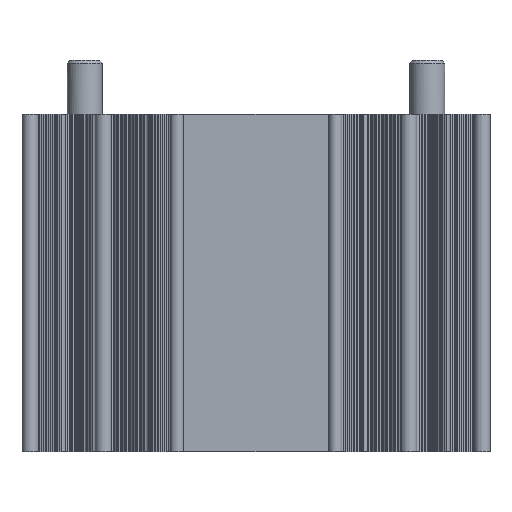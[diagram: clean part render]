
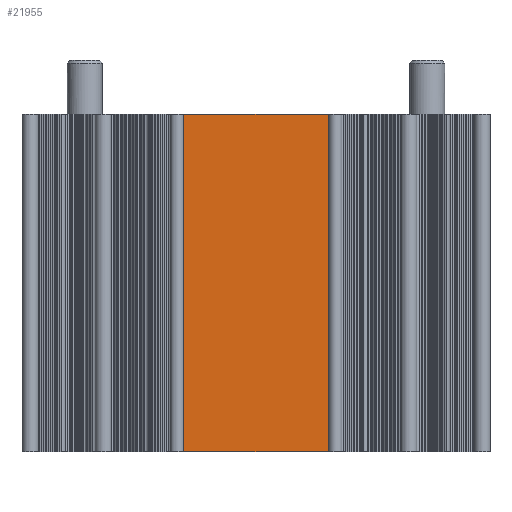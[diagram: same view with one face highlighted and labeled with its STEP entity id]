
A CAD part, front view. The second image highlights one B-rep face of the part: STEP entity #21955.
In plain terms, the highlighted planar face has unit normal (0, -1, 0).
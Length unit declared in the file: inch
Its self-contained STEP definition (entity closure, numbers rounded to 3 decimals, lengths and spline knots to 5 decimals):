
#197 = ORIENTED_EDGE ( 'NONE', *, *, #28873, .F. ) ;
#206 = ORIENTED_EDGE ( 'NONE', *, *, #10728, .T. ) ;
#1024 = VECTOR ( 'NONE', #5699, 39.37008 ) ;
#1703 = LINE ( 'NONE', #35257, #3173 ) ;
#3173 = VECTOR ( 'NONE', #21135, 39.37008 ) ;
#3290 = PLANE ( 'NONE',  #31282 ) ;
#3489 = CARTESIAN_POINT ( 'NONE',  ( -0.26292, -0.03937, -0.98425 ) ) ;
#4925 = EDGE_CURVE ( 'NONE', #5209, #30614, #1703, .T. ) ;
#5209 = VERTEX_POINT ( 'NONE', #9371 ) ;
#5699 = DIRECTION ( 'NONE',  ( 1., 0., 0. ) ) ;
#6769 = ORIENTED_EDGE ( 'NONE', *, *, #9438, .T. ) ;
#7789 = CARTESIAN_POINT ( 'NONE',  ( -0.26292, -0.03937, -0.98425 ) ) ;
#7873 = CARTESIAN_POINT ( 'NONE',  ( 0.26292, -0.03937, -0.98425 ) ) ;
#8748 = ORIENTED_EDGE ( 'NONE', *, *, #4925, .F. ) ;
#8975 = DIRECTION ( 'NONE',  ( 0., -1., 0. ) ) ;
#9371 = CARTESIAN_POINT ( 'NONE',  ( -0.26292, -0.03937, -0.98425 ) ) ;
#9438 = EDGE_CURVE ( 'NONE', #19488, #21829, #23771, .T. ) ;
#10728 = EDGE_CURVE ( 'NONE', #5209, #19488, #36218, .T. ) ;
#19218 = VECTOR ( 'NONE', #26893, 39.37008 ) ;
#19488 = VERTEX_POINT ( 'NONE', #7873 ) ;
#21135 = DIRECTION ( 'NONE',  ( 0., 0., 1. ) ) ;
#21829 = VERTEX_POINT ( 'NONE', #28233 ) ;
#21955 = ADVANCED_FACE ( 'NONE', ( #34105 ), #3290, .T. ) ;
#23771 = LINE ( 'NONE', #35146, #19218 ) ;
#24471 = CARTESIAN_POINT ( 'NONE',  ( -0.26292, -0.03937, 0. ) ) ;
#24909 = EDGE_LOOP ( 'NONE', ( #197, #8748, #206, #6769 ) ) ;
#26893 = DIRECTION ( 'NONE',  ( 0., 0., 1. ) ) ;
#27896 = LINE ( 'NONE', #31198, #1024 ) ;
#28233 = CARTESIAN_POINT ( 'NONE',  ( 0.26292, -0.03937, 0. ) ) ;
#28596 = VECTOR ( 'NONE', #30166, 39.37008 ) ;
#28873 = EDGE_CURVE ( 'NONE', #30614, #21829, #27896, .T. ) ;
#30166 = DIRECTION ( 'NONE',  ( 1., 0., 0. ) ) ;
#30614 = VERTEX_POINT ( 'NONE', #24471 ) ;
#31198 = CARTESIAN_POINT ( 'NONE',  ( -0.26292, -0.03937, 0. ) ) ;
#31282 = AXIS2_PLACEMENT_3D ( 'NONE', #3489, #8975, #34478 ) ;
#34105 = FACE_OUTER_BOUND ( 'NONE', #24909, .T. ) ;
#34478 = DIRECTION ( 'NONE',  ( 1., 0., 0. ) ) ;
#35146 = CARTESIAN_POINT ( 'NONE',  ( 0.26292, -0.03937, -0.98425 ) ) ;
#35257 = CARTESIAN_POINT ( 'NONE',  ( -0.26292, -0.03937, -0.98425 ) ) ;
#36218 = LINE ( 'NONE', #7789, #28596 ) ;
